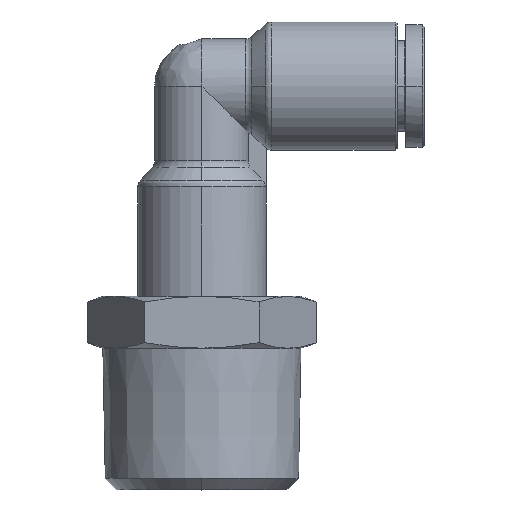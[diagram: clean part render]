
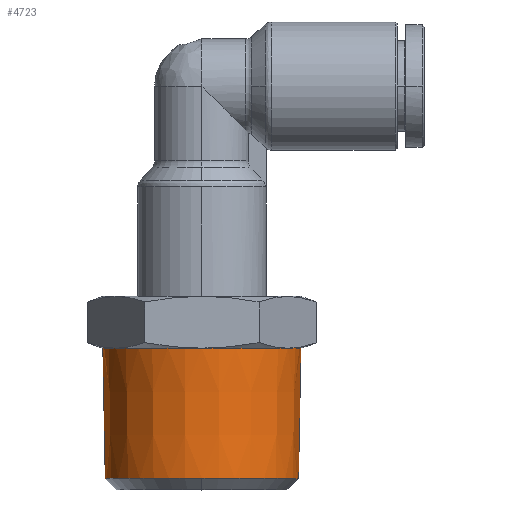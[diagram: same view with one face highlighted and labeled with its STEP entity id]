
A CAD part, top view. The second image highlights one B-rep face of the part: STEP entity #4723.
In plain terms, the highlighted conical face has half-angle 1.06 degrees and reference radius 10.5 mm.
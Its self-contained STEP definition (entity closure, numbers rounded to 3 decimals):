
#115 = DIRECTION ( 'NONE',  ( 0., 0., 1. ) ) ;
#207 = CIRCLE ( 'NONE', #4346, 10.245 ) ;
#388 = DIRECTION ( 'NONE',  ( 0., 0., 1. ) ) ;
#446 = CARTESIAN_POINT ( 'NONE',  ( -16.566, -5.25, -27.8 ) ) ;
#497 = CARTESIAN_POINT ( 'NONE',  ( -7.472, 0., -27.8 ) ) ;
#1279 = AXIS2_PLACEMENT_3D ( 'NONE', #8618, #4913, #15912 ) ;
#1486 = DIRECTION ( 'NONE',  ( 0., 1., 0. ) ) ;
#1489 = DIRECTION ( 'NONE',  ( 0.018, 0., 1. ) ) ;
#1508 = CARTESIAN_POINT ( 'NONE',  ( -7.472, -10.245, -41.6 ) ) ;
#1564 = EDGE_CURVE ( 'NONE', #8221, #3433, #207, .T. ) ;
#2262 = EDGE_CURVE ( 'NONE', #3433, #10041, #12533, .T. ) ;
#2275 = EDGE_CURVE ( 'NONE', #10659, #3297, #8887, .T. ) ;
#2678 = DIRECTION ( 'NONE',  ( 0., 1., 0. ) ) ;
#2743 = ORIENTED_EDGE ( 'NONE', *, *, #10133, .T. ) ;
#3297 = VERTEX_POINT ( 'NONE', #9187 ) ;
#3340 = DIRECTION ( 'NONE',  ( 0., 1., 0. ) ) ;
#3373 = EDGE_CURVE ( 'NONE', #10041, #3581, #3981, .T. ) ;
#3393 = ORIENTED_EDGE ( 'NONE', *, *, #2275, .T. ) ;
#3433 = VERTEX_POINT ( 'NONE', #10857 ) ;
#3528 = LINE ( 'NONE', #10357, #6463 ) ;
#3581 = VERTEX_POINT ( 'NONE', #12547 ) ;
#3610 = EDGE_LOOP ( 'NONE', ( #10946, #10378, #11632, #9571, #9201, #2743, #5531, #3393 ) ) ;
#3981 = CIRCLE ( 'NONE', #4329, 10.5 ) ;
#4039 = AXIS2_PLACEMENT_3D ( 'NONE', #7788, #388, #15182 ) ;
#4160 = CARTESIAN_POINT ( 'NONE',  ( 3.028, 0., -27.8 ) ) ;
#4174 = DIRECTION ( 'NONE',  ( 0., 0., -1. ) ) ;
#4187 = DIRECTION ( 'NONE',  ( -0.018, 0., 1. ) ) ;
#4250 = EDGE_CURVE ( 'NONE', #14896, #10659, #8820, .T. ) ;
#4329 = AXIS2_PLACEMENT_3D ( 'NONE', #15775, #7120, #3340 ) ;
#4346 = AXIS2_PLACEMENT_3D ( 'NONE', #11209, #12638, #2678 ) ;
#4723 = ADVANCED_FACE ( 'NONE', ( #10538 ), #6479, .T. ) ;
#4913 = DIRECTION ( 'NONE',  ( 0., 0., -1. ) ) ;
#5395 = CARTESIAN_POINT ( 'NONE',  ( -7.472, 0., -27.8 ) ) ;
#5531 = ORIENTED_EDGE ( 'NONE', *, *, #4250, .T. ) ;
#5812 = VECTOR ( 'NONE', #1489, 1000. ) ;
#6404 = AXIS2_PLACEMENT_3D ( 'NONE', #497, #12034, #11715 ) ;
#6463 = VECTOR ( 'NONE', #4187, 1000. ) ;
#6479 = CONICAL_SURFACE ( 'NONE', #4039, 10.5, 0.018 ) ;
#6925 = AXIS2_PLACEMENT_3D ( 'NONE', #5395, #4174, #8719 ) ;
#7120 = DIRECTION ( 'NONE',  ( 0., 0., -1. ) ) ;
#7338 = CARTESIAN_POINT ( 'NONE',  ( -17.717, 0., -41.6 ) ) ;
#7788 = CARTESIAN_POINT ( 'NONE',  ( -7.472, 0., -27.8 ) ) ;
#8221 = VERTEX_POINT ( 'NONE', #1508 ) ;
#8618 = CARTESIAN_POINT ( 'NONE',  ( -7.472, 0., -27.8 ) ) ;
#8719 = DIRECTION ( 'NONE',  ( 0., 1., 0. ) ) ;
#8820 = CIRCLE ( 'NONE', #1279, 10.5 ) ;
#8866 = CARTESIAN_POINT ( 'NONE',  ( -7.472, 0., -41.6 ) ) ;
#8887 = CIRCLE ( 'NONE', #6404, 10.5 ) ;
#8916 = CARTESIAN_POINT ( 'NONE',  ( -7.472, -10.5, -27.8 ) ) ;
#9019 = VERTEX_POINT ( 'NONE', #7338 ) ;
#9187 = CARTESIAN_POINT ( 'NONE',  ( -17.972, 0., -27.8 ) ) ;
#9201 = ORIENTED_EDGE ( 'NONE', *, *, #3373, .T. ) ;
#9571 = ORIENTED_EDGE ( 'NONE', *, *, #2262, .T. ) ;
#9821 = CIRCLE ( 'NONE', #6925, 10.5 ) ;
#10041 = VERTEX_POINT ( 'NONE', #10983 ) ;
#10133 = EDGE_CURVE ( 'NONE', #3581, #14896, #9821, .T. ) ;
#10357 = CARTESIAN_POINT ( 'NONE',  ( -17.972, 0., -27.8 ) ) ;
#10378 = ORIENTED_EDGE ( 'NONE', *, *, #10570, .T. ) ;
#10538 = FACE_OUTER_BOUND ( 'NONE', #3610, .T. ) ;
#10570 = EDGE_CURVE ( 'NONE', #9019, #8221, #15943, .T. ) ;
#10659 = VERTEX_POINT ( 'NONE', #446 ) ;
#10857 = CARTESIAN_POINT ( 'NONE',  ( 2.772, 0., -41.6 ) ) ;
#10946 = ORIENTED_EDGE ( 'NONE', *, *, #12363, .F. ) ;
#10983 = CARTESIAN_POINT ( 'NONE',  ( 3.028, 0., -27.8 ) ) ;
#11209 = CARTESIAN_POINT ( 'NONE',  ( -7.472, 0., -41.6 ) ) ;
#11632 = ORIENTED_EDGE ( 'NONE', *, *, #1564, .T. ) ;
#11715 = DIRECTION ( 'NONE',  ( 0., 1., 0. ) ) ;
#12034 = DIRECTION ( 'NONE',  ( 0., 0., -1. ) ) ;
#12363 = EDGE_CURVE ( 'NONE', #9019, #3297, #3528, .T. ) ;
#12533 = LINE ( 'NONE', #4160, #5812 ) ;
#12547 = CARTESIAN_POINT ( 'NONE',  ( 1.621, -5.25, -27.8 ) ) ;
#12638 = DIRECTION ( 'NONE',  ( 0., 0., 1. ) ) ;
#14896 = VERTEX_POINT ( 'NONE', #8916 ) ;
#15162 = AXIS2_PLACEMENT_3D ( 'NONE', #8866, #115, #1486 ) ;
#15182 = DIRECTION ( 'NONE',  ( 1., 0., 0. ) ) ;
#15775 = CARTESIAN_POINT ( 'NONE',  ( -7.472, 0., -27.8 ) ) ;
#15912 = DIRECTION ( 'NONE',  ( 0., 1., 0. ) ) ;
#15943 = CIRCLE ( 'NONE', #15162, 10.245 ) ;
